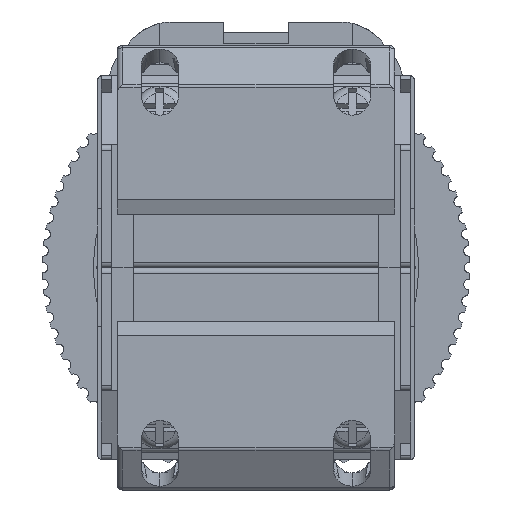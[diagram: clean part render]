
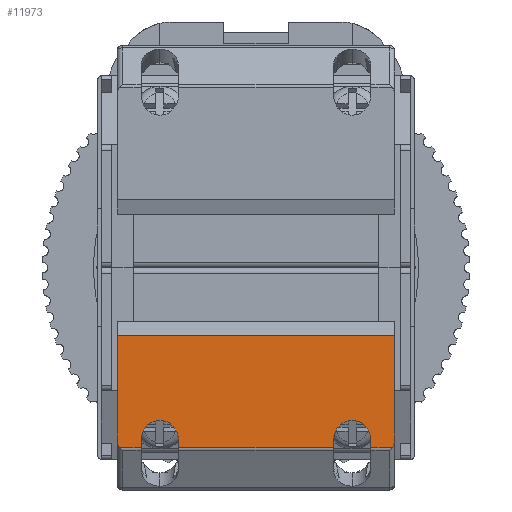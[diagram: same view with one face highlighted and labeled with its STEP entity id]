
A CAD part, front view. The second image highlights one B-rep face of the part: STEP entity #11973.
In plain terms, the highlighted planar face has unit normal (0, -1, 0).
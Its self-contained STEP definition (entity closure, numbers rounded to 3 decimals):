
#43 = CARTESIAN_POINT ( 'NONE',  ( 7.25, -61.5, -16.185 ) ) ;
#235 = CARTESIAN_POINT ( 'NONE',  ( -13., -61.5, -16.382 ) ) ;
#568 = CARTESIAN_POINT ( 'NONE',  ( 13., -61.5, -6.374 ) ) ;
#570 = CARTESIAN_POINT ( 'NONE',  ( 13., -61.5, -6.374 ) ) ;
#690 = CARTESIAN_POINT ( 'NONE',  ( -10.75, -61.5, -16.86 ) ) ;
#820 = LINE ( 'NONE', #7716, #10931 ) ;
#963 = EDGE_CURVE ( 'NONE', #3141, #24395, #9299, .T. ) ;
#1283 = CARTESIAN_POINT ( 'NONE',  ( 10.75, -61.5, -16.185 ) ) ;
#1380 = CARTESIAN_POINT ( 'NONE',  ( 7.25, -61.5, -6.374 ) ) ;
#1615 = CARTESIAN_POINT ( 'NONE',  ( 13., -61.5, -16.382 ) ) ;
#1713 = CARTESIAN_POINT ( 'NONE',  ( -7.25, -61.5, -16.185 ) ) ;
#1934 = EDGE_LOOP ( 'NONE', ( #5872, #10683, #24951, #17389, #13710, #5792, #6167, #23710, #24315, #14245, #21991, #8293, #23233, #12640 ) ) ;
#2027 = AXIS2_PLACEMENT_3D ( 'NONE', #568, #6644, #20794 ) ;
#2218 = CARTESIAN_POINT ( 'NONE',  ( 10.75, -61.5, -6.374 ) ) ;
#2624 = CARTESIAN_POINT ( 'NONE',  ( -7.25, -61.5, -16.86 ) ) ;
#2838 = VERTEX_POINT ( 'NONE', #10328 ) ;
#3141 = VERTEX_POINT ( 'NONE', #1283 ) ;
#3395 = EDGE_CURVE ( 'NONE', #14862, #17857, #12548, .T. ) ;
#3407 =( BOUNDED_CURVE ( )  B_SPLINE_CURVE ( 3, ( #23867, #25894, #13845, #1713 ),
 .UNSPECIFIED., .F., .F. ) 
 B_SPLINE_CURVE_WITH_KNOTS ( ( 4, 4 ),
 ( 4.712, 7.854 ),
 .UNSPECIFIED. ) 
 CURVE ( )  GEOMETRIC_REPRESENTATION_ITEM ( )  RATIONAL_B_SPLINE_CURVE ( ( 1., 0.333, 0.333, 1. ) ) 
 REPRESENTATION_ITEM ( '' )  );
#3469 = CARTESIAN_POINT ( 'NONE',  ( 7.25, -61.5, -12.377 ) ) ;
#3706 = CARTESIAN_POINT ( 'NONE',  ( 12.76, -61.5, -16.86 ) ) ;
#3906 = CARTESIAN_POINT ( 'NONE',  ( -12.76, -61.5, -16.86 ) ) ;
#3913 = VERTEX_POINT ( 'NONE', #43 ) ;
#4054 = CARTESIAN_POINT ( 'NONE',  ( -13., -61.5, -16.039 ) ) ;
#4115 = DIRECTION ( 'NONE',  ( 0., 0., 1. ) ) ;
#4424 = DIRECTION ( 'NONE',  ( 0., 0., 1. ) ) ;
#4575 = DIRECTION ( 'NONE',  ( -1., 0., 0. ) ) ;
#4739 = EDGE_CURVE ( 'NONE', #2838, #3913, #24448, .T. ) ;
#5081 = VERTEX_POINT ( 'NONE', #8016 ) ;
#5170 = VERTEX_POINT ( 'NONE', #2624 ) ;
#5504 = CARTESIAN_POINT ( 'NONE',  ( 10.75, -61.5, -16.185 ) ) ;
#5601 = DIRECTION ( 'NONE',  ( 0., 0., -1. ) ) ;
#5651 = CARTESIAN_POINT ( 'NONE',  ( 13., -61.5, -16.039 ) ) ;
#5792 = ORIENTED_EDGE ( 'NONE', *, *, #22824, .T. ) ;
#5872 = ORIENTED_EDGE ( 'NONE', *, *, #4739, .T. ) ;
#6167 = ORIENTED_EDGE ( 'NONE', *, *, #10321, .T. ) ;
#6510 = CARTESIAN_POINT ( 'NONE',  ( 10.75, -61.5, -16.86 ) ) ;
#6644 = DIRECTION ( 'NONE',  ( 0., 1., 0. ) ) ;
#7296 = VERTEX_POINT ( 'NONE', #9517 ) ;
#7464 = CARTESIAN_POINT ( 'NONE',  ( 7.25, -61.5, -16.185 ) ) ;
#7716 = CARTESIAN_POINT ( 'NONE',  ( 13., -61.5, -16.86 ) ) ;
#7982 = CARTESIAN_POINT ( 'NONE',  ( -13., -61.5, -6.374 ) ) ;
#8016 = CARTESIAN_POINT ( 'NONE',  ( 13., -61.5, -6.374 ) ) ;
#8293 = ORIENTED_EDGE ( 'NONE', *, *, #24261, .T. ) ;
#8756 = VECTOR ( 'NONE', #22161, 1000. ) ;
#8909 = VECTOR ( 'NONE', #4424, 1000. ) ;
#9060 = EDGE_CURVE ( 'NONE', #21830, #5170, #24866, .T. ) ;
#9209 = LINE ( 'NONE', #10340, #24692 ) ;
#9299 = LINE ( 'NONE', #2218, #14093 ) ;
#9517 = CARTESIAN_POINT ( 'NONE',  ( -10.75, -61.5, -16.185 ) ) ;
#9762 = DIRECTION ( 'NONE',  ( -1., 0., 0. ) ) ;
#9769 = VECTOR ( 'NONE', #4575, 1000. ) ;
#10321 = EDGE_CURVE ( 'NONE', #5081, #14695, #15189, .T. ) ;
#10328 = CARTESIAN_POINT ( 'NONE',  ( 7.25, -61.5, -16.86 ) ) ;
#10340 = CARTESIAN_POINT ( 'NONE',  ( -10.75, -61.5, -6.374 ) ) ;
#10430 = CARTESIAN_POINT ( 'NONE',  ( -13., -61.5, -6.374 ) ) ;
#10639 = EDGE_CURVE ( 'NONE', #17657, #24395, #14235, .T. ) ;
#10683 = ORIENTED_EDGE ( 'NONE', *, *, #17173, .T. ) ;
#10931 = VECTOR ( 'NONE', #9762, 1000. ) ;
#11439 = VERTEX_POINT ( 'NONE', #690 ) ;
#11677 = VERTEX_POINT ( 'NONE', #5651 ) ;
#11973 = ADVANCED_FACE ( 'NONE', ( #20128 ), #24722, .F. ) ;
#12050 = CARTESIAN_POINT ( 'NONE',  ( 13., -61.5, -16.86 ) ) ;
#12356 = CARTESIAN_POINT ( 'NONE',  ( -12.913, -61.5, -16.681 ) ) ;
#12529 = DIRECTION ( 'NONE',  ( 0., 0., -1. ) ) ;
#12548 =( BOUNDED_CURVE ( )  B_SPLINE_CURVE ( 3, ( #24390, #12356, #235, #14387 ),
 .UNSPECIFIED., .F., .F. ) 
 B_SPLINE_CURVE_WITH_KNOTS ( ( 4, 4 ),
 ( 3.689, 4.712 ),
 .UNSPECIFIED. ) 
 CURVE ( )  GEOMETRIC_REPRESENTATION_ITEM ( )  RATIONAL_B_SPLINE_CURVE ( ( 1., 0.915, 0.915, 1. ) ) 
 REPRESENTATION_ITEM ( '' )  );
#12640 = ORIENTED_EDGE ( 'NONE', *, *, #21472, .F. ) ;
#13123 = EDGE_CURVE ( 'NONE', #11439, #14862, #20704, .T. ) ;
#13511 = DIRECTION ( 'NONE',  ( 0., 0., 1. ) ) ;
#13710 = ORIENTED_EDGE ( 'NONE', *, *, #20313, .F. ) ;
#13845 = CARTESIAN_POINT ( 'NONE',  ( -7.25, -61.5, -12.377 ) ) ;
#14073 = DIRECTION ( 'NONE',  ( -1., 0., 0. ) ) ;
#14093 = VECTOR ( 'NONE', #12529, 1000. ) ;
#14180 = LINE ( 'NONE', #7982, #8756 ) ;
#14235 = LINE ( 'NONE', #12050, #24279 ) ;
#14245 = ORIENTED_EDGE ( 'NONE', *, *, #13123, .F. ) ;
#14387 = CARTESIAN_POINT ( 'NONE',  ( -13., -61.5, -16.039 ) ) ;
#14649 = EDGE_CURVE ( 'NONE', #11439, #7296, #9209, .T. ) ;
#14695 = VERTEX_POINT ( 'NONE', #10430 ) ;
#14862 = VERTEX_POINT ( 'NONE', #3906 ) ;
#15189 = LINE ( 'NONE', #570, #9769 ) ;
#15779 = CARTESIAN_POINT ( 'NONE',  ( 13., -61.5, -16.039 ) ) ;
#15870 = CARTESIAN_POINT ( 'NONE',  ( 12.913, -61.5, -16.681 ) ) ;
#16604 = VECTOR ( 'NONE', #26030, 1000. ) ;
#17173 = EDGE_CURVE ( 'NONE', #3913, #3141, #18968, .T. ) ;
#17389 = ORIENTED_EDGE ( 'NONE', *, *, #10639, .F. ) ;
#17625 = CARTESIAN_POINT ( 'NONE',  ( 10.75, -61.5, -12.377 ) ) ;
#17657 = VERTEX_POINT ( 'NONE', #21692 ) ;
#17857 = VERTEX_POINT ( 'NONE', #4054 ) ;
#18246 = VECTOR ( 'NONE', #5601, 1000. ) ;
#18593 = CARTESIAN_POINT ( 'NONE',  ( 13., -61.5, -6.374 ) ) ;
#18968 =( BOUNDED_CURVE ( )  B_SPLINE_CURVE ( 3, ( #7464, #3469, #17625, #5504 ),
 .UNSPECIFIED., .F., .F. ) 
 B_SPLINE_CURVE_WITH_KNOTS ( ( 4, 4 ),
 ( 4.712, 7.854 ),
 .UNSPECIFIED. ) 
 CURVE ( )  GEOMETRIC_REPRESENTATION_ITEM ( )  RATIONAL_B_SPLINE_CURVE ( ( 1., 0.333, 0.333, 1. ) ) 
 REPRESENTATION_ITEM ( '' )  );
#19107 = VECTOR ( 'NONE', #13511, 1000. ) ;
#19285 =( BOUNDED_CURVE ( )  B_SPLINE_CURVE ( 3, ( #15779, #1615, #15870, #3706 ),
 .UNSPECIFIED., .F., .F. ) 
 B_SPLINE_CURVE_WITH_KNOTS ( ( 4, 4 ),
 ( 4.712, 5.736 ),
 .UNSPECIFIED. ) 
 CURVE ( )  GEOMETRIC_REPRESENTATION_ITEM ( )  RATIONAL_B_SPLINE_CURVE ( ( 1., 0.915, 0.915, 1. ) ) 
 REPRESENTATION_ITEM ( '' )  );
#19661 = LINE ( 'NONE', #18593, #8909 ) ;
#19970 = EDGE_CURVE ( 'NONE', #17857, #14695, #14180, .T. ) ;
#20128 = FACE_OUTER_BOUND ( 'NONE', #1934, .T. ) ;
#20313 = EDGE_CURVE ( 'NONE', #11677, #17657, #19285, .T. ) ;
#20704 = LINE ( 'NONE', #23990, #16604 ) ;
#20794 = DIRECTION ( 'NONE',  ( 0., 0., -1. ) ) ;
#21472 = EDGE_CURVE ( 'NONE', #2838, #5170, #820, .T. ) ;
#21692 = CARTESIAN_POINT ( 'NONE',  ( 12.76, -61.5, -16.86 ) ) ;
#21830 = VERTEX_POINT ( 'NONE', #22932 ) ;
#21991 = ORIENTED_EDGE ( 'NONE', *, *, #14649, .T. ) ;
#22161 = DIRECTION ( 'NONE',  ( 0., 0., 1. ) ) ;
#22824 = EDGE_CURVE ( 'NONE', #11677, #5081, #19661, .T. ) ;
#22932 = CARTESIAN_POINT ( 'NONE',  ( -7.25, -61.5, -16.185 ) ) ;
#23233 = ORIENTED_EDGE ( 'NONE', *, *, #9060, .T. ) ;
#23710 = ORIENTED_EDGE ( 'NONE', *, *, #19970, .F. ) ;
#23801 = CARTESIAN_POINT ( 'NONE',  ( -7.25, -61.5, -6.374 ) ) ;
#23867 = CARTESIAN_POINT ( 'NONE',  ( -10.75, -61.5, -16.185 ) ) ;
#23990 = CARTESIAN_POINT ( 'NONE',  ( 13., -61.5, -16.86 ) ) ;
#24261 = EDGE_CURVE ( 'NONE', #7296, #21830, #3407, .T. ) ;
#24279 = VECTOR ( 'NONE', #14073, 1000. ) ;
#24315 = ORIENTED_EDGE ( 'NONE', *, *, #3395, .F. ) ;
#24390 = CARTESIAN_POINT ( 'NONE',  ( -12.76, -61.5, -16.86 ) ) ;
#24395 = VERTEX_POINT ( 'NONE', #6510 ) ;
#24448 = LINE ( 'NONE', #1380, #19107 ) ;
#24692 = VECTOR ( 'NONE', #4115, 1000. ) ;
#24722 = PLANE ( 'NONE',  #2027 ) ;
#24866 = LINE ( 'NONE', #23801, #18246 ) ;
#24951 = ORIENTED_EDGE ( 'NONE', *, *, #963, .T. ) ;
#25894 = CARTESIAN_POINT ( 'NONE',  ( -10.75, -61.5, -12.377 ) ) ;
#26030 = DIRECTION ( 'NONE',  ( -1., 0., 0. ) ) ;
